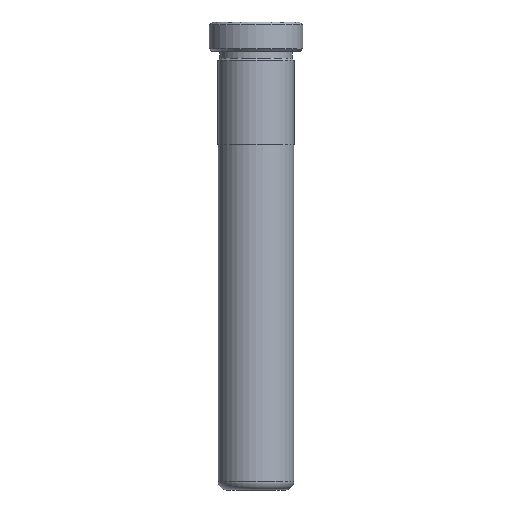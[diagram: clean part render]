
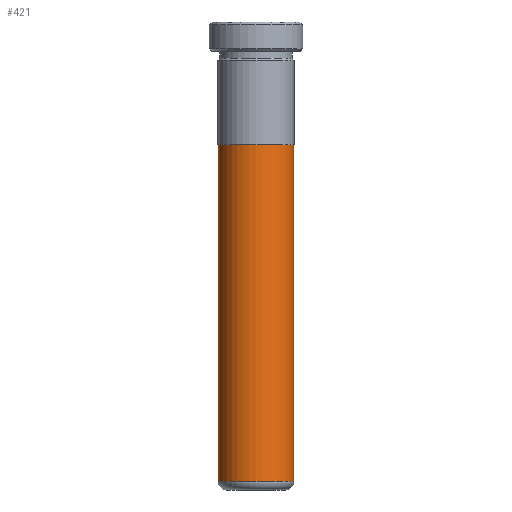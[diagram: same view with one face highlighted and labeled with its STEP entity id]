
A CAD part, front view. The second image highlights one B-rep face of the part: STEP entity #421.
In plain terms, the highlighted cylindrical face has radius 6.495 mm (diameter 12.99 mm), a partial arc.
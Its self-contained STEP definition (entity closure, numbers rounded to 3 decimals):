
#61 = VECTOR ( 'NONE', #976, 1000. ) ;
#69 = EDGE_CURVE ( 'NONE', #418, #1434, #212, .T. ) ;
#140 = CARTESIAN_POINT ( 'NONE',  ( -6.495, 0., 75. ) ) ;
#141 = AXIS2_PLACEMENT_3D ( 'NONE', #267, #281, #344 ) ;
#165 = DIRECTION ( 'NONE',  ( 0., 0., -1. ) ) ;
#212 = CIRCLE ( 'NONE', #141, 6.495 ) ;
#238 = CARTESIAN_POINT ( 'NONE',  ( 6.495, 0., 1.5 ) ) ;
#255 = CARTESIAN_POINT ( 'NONE',  ( 0., 0., 59. ) ) ;
#266 = DIRECTION ( 'NONE',  ( -1., 0., 0. ) ) ;
#267 = CARTESIAN_POINT ( 'NONE',  ( 0., 0., 1.5 ) ) ;
#281 = DIRECTION ( 'NONE',  ( 0., 0., 1. ) ) ;
#296 = VERTEX_POINT ( 'NONE', #467 ) ;
#344 = DIRECTION ( 'NONE',  ( 1., 0., 0. ) ) ;
#352 = EDGE_CURVE ( 'NONE', #296, #1220, #845, .T. ) ;
#355 = DIRECTION ( 'NONE',  ( 0., 0., 1. ) ) ;
#397 = FACE_OUTER_BOUND ( 'NONE', #1456, .T. ) ;
#418 = VERTEX_POINT ( 'NONE', #1187 ) ;
#421 = ADVANCED_FACE ( 'NONE', ( #397 ), #980, .T. ) ;
#425 = EDGE_CURVE ( 'NONE', #296, #418, #732, .T. ) ;
#467 = CARTESIAN_POINT ( 'NONE',  ( -6.495, 0., 59. ) ) ;
#516 = EDGE_CURVE ( 'NONE', #1220, #1434, #1106, .T. ) ;
#667 = CARTESIAN_POINT ( 'NONE',  ( 6.495, 0., 75. ) ) ;
#707 = ORIENTED_EDGE ( 'NONE', *, *, #425, .T. ) ;
#732 = LINE ( 'NONE', #140, #61 ) ;
#831 = VECTOR ( 'NONE', #165, 1000. ) ;
#845 = CIRCLE ( 'NONE', #861, 6.495 ) ;
#861 = AXIS2_PLACEMENT_3D ( 'NONE', #255, #355, #1307 ) ;
#976 = DIRECTION ( 'NONE',  ( 0., 0., -1. ) ) ;
#980 = CYLINDRICAL_SURFACE ( 'NONE', #1430, 6.495 ) ;
#1085 = DIRECTION ( 'NONE',  ( 0., 0., -1. ) ) ;
#1102 = ORIENTED_EDGE ( 'NONE', *, *, #352, .F. ) ;
#1106 = LINE ( 'NONE', #667, #831 ) ;
#1116 = ORIENTED_EDGE ( 'NONE', *, *, #69, .T. ) ;
#1187 = CARTESIAN_POINT ( 'NONE',  ( -6.495, 0., 1.5 ) ) ;
#1195 = CARTESIAN_POINT ( 'NONE',  ( 0., 0., 75. ) ) ;
#1220 = VERTEX_POINT ( 'NONE', #1258 ) ;
#1258 = CARTESIAN_POINT ( 'NONE',  ( 6.495, 0., 59. ) ) ;
#1307 = DIRECTION ( 'NONE',  ( 1., 0., 0. ) ) ;
#1380 = ORIENTED_EDGE ( 'NONE', *, *, #516, .F. ) ;
#1430 = AXIS2_PLACEMENT_3D ( 'NONE', #1195, #1085, #266 ) ;
#1434 = VERTEX_POINT ( 'NONE', #238 ) ;
#1456 = EDGE_LOOP ( 'NONE', ( #1380, #1102, #707, #1116 ) ) ;
